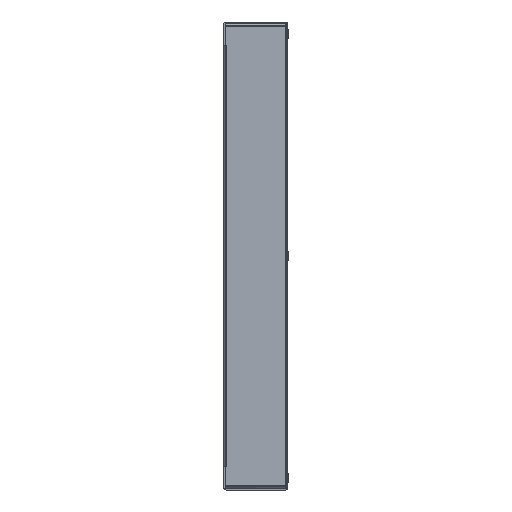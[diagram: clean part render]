
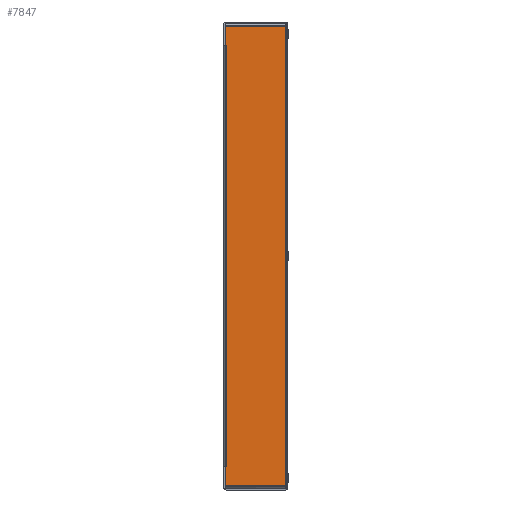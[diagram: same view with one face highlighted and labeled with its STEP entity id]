
A CAD part, left-side view. The second image highlights one B-rep face of the part: STEP entity #7847.
In plain terms, the highlighted planar face has unit normal (-1, 0, 0).
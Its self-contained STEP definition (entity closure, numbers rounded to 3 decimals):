
#6717=DIRECTION('',(0.,0.,1.));
#6718=VECTOR('',#6717,463.);
#6719=CARTESIAN_POINT('',(-25.,-32.5,-231.5));
#6720=LINE('',#6719,#6718);
#6781=DIRECTION('',(0.,0.866,-0.5));
#6782=VECTOR('',#6781,0.693);
#6783=CARTESIAN_POINT('',(-25.,-33.1,231.846));
#6784=LINE('',#6783,#6782);
#6785=DIRECTION('',(0.,-0.866,-0.5));
#6786=VECTOR('',#6785,0.693);
#6787=CARTESIAN_POINT('',(-25.,-32.5,-231.5));
#6788=LINE('',#6787,#6786);
#6789=DIRECTION('',(0.,0.,-1.));
#6790=VECTOR('',#6789,20.654);
#6791=CARTESIAN_POINT('',(-25.,-33.1,-231.846));
#6792=LINE('',#6791,#6790);
#6793=DIRECTION('',(0.,0.,1.));
#6794=VECTOR('',#6793,20.654);
#6795=CARTESIAN_POINT('',(-25.,33.1,-252.5));
#6796=LINE('',#6795,#6794);
#6797=DIRECTION('',(0.,-0.866,0.5));
#6798=VECTOR('',#6797,0.693);
#6799=CARTESIAN_POINT('',(-25.,33.1,-231.846));
#6800=LINE('',#6799,#6798);
#6801=DIRECTION('',(0.,0.866,0.5));
#6802=VECTOR('',#6801,0.693);
#6803=CARTESIAN_POINT('',(-25.,32.5,231.5));
#6804=LINE('',#6803,#6802);
#6805=DIRECTION('',(0.,0.,1.));
#6806=VECTOR('',#6805,20.654);
#6807=CARTESIAN_POINT('',(-25.,33.1,231.846));
#6808=LINE('',#6807,#6806);
#6809=DIRECTION('',(0.,0.,-1.));
#6810=VECTOR('',#6809,20.654);
#6811=CARTESIAN_POINT('',(-25.,-33.1,252.5));
#6812=LINE('',#6811,#6810);
#6981=DIRECTION('',(0.,0.,-1.));
#6982=VECTOR('',#6981,463.);
#6983=CARTESIAN_POINT('',(-25.,32.5,231.5));
#6984=LINE('',#6983,#6982);
#7269=DIRECTION('',(0.,1.,0.));
#7270=VECTOR('',#7269,66.2);
#7271=CARTESIAN_POINT('',(-25.,-33.1,252.5));
#7272=LINE('',#7271,#7270);
#7297=DIRECTION('',(0.,-1.,0.));
#7298=VECTOR('',#7297,66.2);
#7299=CARTESIAN_POINT('',(-25.,33.1,-252.5));
#7300=LINE('',#7299,#7298);
#7433=CARTESIAN_POINT('',(-25.,-32.5,231.5));
#7434=VERTEX_POINT('',#7433);
#7439=CARTESIAN_POINT('',(-25.,-32.5,-231.5));
#7440=VERTEX_POINT('',#7439);
#7465=CARTESIAN_POINT('',(-25.,-33.1,231.846));
#7466=VERTEX_POINT('',#7465);
#7467=CARTESIAN_POINT('',(-25.,-33.1,-231.846));
#7468=VERTEX_POINT('',#7467);
#7469=CARTESIAN_POINT('',(-25.,-33.1,-252.5));
#7470=VERTEX_POINT('',#7469);
#7471=CARTESIAN_POINT('',(-25.,33.1,-252.5));
#7472=VERTEX_POINT('',#7471);
#7473=CARTESIAN_POINT('',(-25.,33.1,-231.846));
#7474=VERTEX_POINT('',#7473);
#7475=CARTESIAN_POINT('',(-25.,32.5,-231.5));
#7476=VERTEX_POINT('',#7475);
#7477=CARTESIAN_POINT('',(-25.,32.5,231.5));
#7478=VERTEX_POINT('',#7477);
#7479=CARTESIAN_POINT('',(-25.,33.1,231.846));
#7480=VERTEX_POINT('',#7479);
#7481=CARTESIAN_POINT('',(-25.,33.1,252.5));
#7482=VERTEX_POINT('',#7481);
#7483=CARTESIAN_POINT('',(-25.,-33.1,252.5));
#7484=VERTEX_POINT('',#7483);
#7818=CARTESIAN_POINT('',(-25.,35.,-252.5));
#7819=DIRECTION('',(-1.,0.,0.));
#7820=DIRECTION('',(0.,-1.,0.));
#7821=AXIS2_PLACEMENT_3D('',#7818,#7819,#7820);
#7822=PLANE('',#7821);
#7823=ORIENTED_EDGE('',*,*,#7809,.T.);
#7824=ORIENTED_EDGE('',*,*,#7724,.F.);
#7826=ORIENTED_EDGE('',*,*,#7825,.T.);
#7828=ORIENTED_EDGE('',*,*,#7827,.T.);
#7830=ORIENTED_EDGE('',*,*,#7829,.F.);
#7832=ORIENTED_EDGE('',*,*,#7831,.T.);
#7834=ORIENTED_EDGE('',*,*,#7833,.T.);
#7836=ORIENTED_EDGE('',*,*,#7835,.F.);
#7838=ORIENTED_EDGE('',*,*,#7837,.T.);
#7840=ORIENTED_EDGE('',*,*,#7839,.T.);
#7842=ORIENTED_EDGE('',*,*,#7841,.F.);
#7844=ORIENTED_EDGE('',*,*,#7843,.T.);
#7845=EDGE_LOOP('',(#7823,#7824,#7826,#7828,#7830,#7832,#7834,#7836,#7838,#7840,
#7842,#7844));
#7846=FACE_OUTER_BOUND('',#7845,.F.);
#7847=ADVANCED_FACE('',(#7846),#7822,.T.);
#7724=EDGE_CURVE('',#7440,#7434,#6720,.T.);
#7809=EDGE_CURVE('',#7466,#7434,#6784,.T.);
#7825=EDGE_CURVE('',#7440,#7468,#6788,.T.);
#7827=EDGE_CURVE('',#7468,#7470,#6792,.T.);
#7829=EDGE_CURVE('',#7472,#7470,#7300,.T.);
#7831=EDGE_CURVE('',#7472,#7474,#6796,.T.);
#7833=EDGE_CURVE('',#7474,#7476,#6800,.T.);
#7835=EDGE_CURVE('',#7478,#7476,#6984,.T.);
#7837=EDGE_CURVE('',#7478,#7480,#6804,.T.);
#7839=EDGE_CURVE('',#7480,#7482,#6808,.T.);
#7841=EDGE_CURVE('',#7484,#7482,#7272,.T.);
#7843=EDGE_CURVE('',#7484,#7466,#6812,.T.);
